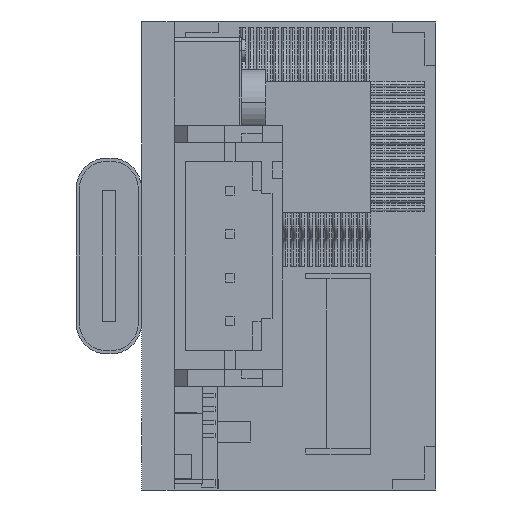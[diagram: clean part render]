
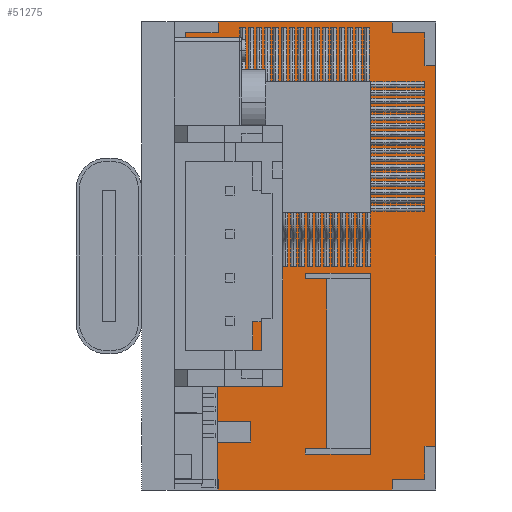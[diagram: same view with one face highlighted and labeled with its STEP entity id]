
A CAD part, left-side view. The second image highlights one B-rep face of the part: STEP entity #51275.
In plain terms, the highlighted planar face has unit normal (-1, 0, 0).
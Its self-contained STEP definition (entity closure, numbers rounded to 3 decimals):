
#50747=DIRECTION('',(0.,0.,-1.));
#50748=VECTOR('',#50747,0.5);
#50749=CARTESIAN_POINT('',(14.7,-2.02,10.75));
#50750=LINE('',#50749,#50748);
#50754=DIRECTION('',(0.,1.,0.));
#50755=VECTOR('',#50754,8.);
#50756=CARTESIAN_POINT('',(14.7,-10.02,10.75));
#50757=LINE('',#50756,#50755);
#50761=DIRECTION('',(0.,0.,1.));
#50762=VECTOR('',#50761,0.5);
#50763=CARTESIAN_POINT('',(14.7,-10.02,10.25));
#50764=LINE('',#50763,#50762);
#50768=DIRECTION('',(0.,1.,0.));
#50769=VECTOR('',#50768,1.5);
#50770=CARTESIAN_POINT('',(14.7,-11.52,10.25));
#50771=LINE('',#50770,#50769);
#50775=DIRECTION('',(0.,0.,1.));
#50776=VECTOR('',#50775,1.5);
#50777=CARTESIAN_POINT('',(14.7,-11.52,8.75));
#50778=LINE('',#50777,#50776);
#50782=DIRECTION('',(0.,1.,0.));
#50783=VECTOR('',#50782,0.5);
#50784=CARTESIAN_POINT('',(14.7,-12.02,8.75));
#50785=LINE('',#50784,#50783);
#50789=DIRECTION('',(0.,0.,1.));
#50790=VECTOR('',#50789,17.5);
#50791=CARTESIAN_POINT('',(14.7,-12.02,-8.75));
#50792=LINE('',#50791,#50790);
#50796=DIRECTION('',(0.,-1.,0.));
#50797=VECTOR('',#50796,0.5);
#50798=CARTESIAN_POINT('',(14.7,-11.52,-8.75));
#50799=LINE('',#50798,#50797);
#50803=DIRECTION('',(0.,0.,1.));
#50804=VECTOR('',#50803,1.5);
#50805=CARTESIAN_POINT('',(14.7,-11.52,-10.25));
#50806=LINE('',#50805,#50804);
#50810=DIRECTION('',(0.,-1.,0.));
#50811=VECTOR('',#50810,1.5);
#50812=CARTESIAN_POINT('',(14.7,-10.02,-10.25));
#50813=LINE('',#50812,#50811);
#50817=DIRECTION('',(0.,0.,1.));
#50818=VECTOR('',#50817,0.5);
#50819=CARTESIAN_POINT('',(14.7,-10.02,-10.75));
#50820=LINE('',#50819,#50818);
#50824=DIRECTION('',(0.,-1.,0.));
#50825=VECTOR('',#50824,8.);
#50826=CARTESIAN_POINT('',(14.7,-2.02,-10.75));
#50827=LINE('',#50826,#50825);
#50831=DIRECTION('',(0.,0.,-1.));
#50832=VECTOR('',#50831,0.5);
#50833=CARTESIAN_POINT('',(14.7,-2.02,-10.25));
#50834=LINE('',#50833,#50832);
#50838=DIRECTION('',(0.,-1.,0.));
#50839=VECTOR('',#50838,1.5);
#50840=CARTESIAN_POINT('',(14.7,-0.52,-10.25));
#50841=LINE('',#50840,#50839);
#50845=DIRECTION('',(0.,0.,-1.));
#50846=VECTOR('',#50845,1.5);
#50847=CARTESIAN_POINT('',(14.7,-0.52,-8.75));
#50848=LINE('',#50847,#50846);
#50852=DIRECTION('',(0.,-1.,0.));
#50853=VECTOR('',#50852,0.5);
#50854=CARTESIAN_POINT('',(14.7,-0.02,-8.75));
#50855=LINE('',#50854,#50853);
#50859=DIRECTION('',(0.,0.,-1.));
#50860=VECTOR('',#50859,17.5);
#50861=CARTESIAN_POINT('',(14.7,-0.02,8.75));
#50862=LINE('',#50861,#50860);
#50866=DIRECTION('',(0.,1.,0.));
#50867=VECTOR('',#50866,0.5);
#50868=CARTESIAN_POINT('',(14.7,-0.52,8.75));
#50869=LINE('',#50868,#50867);
#50873=DIRECTION('',(0.,0.,-1.));
#50874=VECTOR('',#50873,1.5);
#50875=CARTESIAN_POINT('',(14.7,-0.52,10.25));
#50876=LINE('',#50875,#50874);
#50880=DIRECTION('',(0.,1.,0.));
#50881=VECTOR('',#50880,1.5);
#50882=CARTESIAN_POINT('',(14.7,-2.02,10.25));
#50883=LINE('',#50882,#50881);
#50983=CARTESIAN_POINT('',(14.7,-2.02,10.75));
#50984=CARTESIAN_POINT('',(14.7,-2.02,10.25));
#50985=VERTEX_POINT('',#50983);
#50986=VERTEX_POINT('',#50984);
#50987=CARTESIAN_POINT('',(14.7,-0.52,10.25));
#50988=VERTEX_POINT('',#50987);
#50989=CARTESIAN_POINT('',(14.7,-0.52,8.75));
#50990=VERTEX_POINT('',#50989);
#50991=CARTESIAN_POINT('',(14.7,-0.02,8.75));
#50992=VERTEX_POINT('',#50991);
#50993=CARTESIAN_POINT('',(14.7,-0.02,-8.75));
#50994=VERTEX_POINT('',#50993);
#50995=CARTESIAN_POINT('',(14.7,-0.52,-8.75));
#50996=VERTEX_POINT('',#50995);
#50997=CARTESIAN_POINT('',(14.7,-0.52,-10.25));
#50998=VERTEX_POINT('',#50997);
#50999=CARTESIAN_POINT('',(14.7,-2.02,-10.25));
#51000=VERTEX_POINT('',#50999);
#51001=CARTESIAN_POINT('',(14.7,-2.02,-10.75));
#51002=VERTEX_POINT('',#51001);
#51003=CARTESIAN_POINT('',(14.7,-10.02,-10.75));
#51004=VERTEX_POINT('',#51003);
#51005=CARTESIAN_POINT('',(14.7,-10.02,-10.25));
#51006=VERTEX_POINT('',#51005);
#51007=CARTESIAN_POINT('',(14.7,-11.52,-10.25));
#51008=VERTEX_POINT('',#51007);
#51009=CARTESIAN_POINT('',(14.7,-11.52,-8.75));
#51010=VERTEX_POINT('',#51009);
#51011=CARTESIAN_POINT('',(14.7,-12.02,-8.75));
#51012=VERTEX_POINT('',#51011);
#51013=CARTESIAN_POINT('',(14.7,-12.02,8.75));
#51014=VERTEX_POINT('',#51013);
#51015=CARTESIAN_POINT('',(14.7,-11.52,8.75));
#51016=VERTEX_POINT('',#51015);
#51017=CARTESIAN_POINT('',(14.7,-11.52,10.25));
#51018=VERTEX_POINT('',#51017);
#51019=CARTESIAN_POINT('',(14.7,-10.02,10.25));
#51020=VERTEX_POINT('',#51019);
#51021=CARTESIAN_POINT('',(14.7,-10.02,10.75));
#51022=VERTEX_POINT('',#51021);
#51240=CARTESIAN_POINT('',(14.7,-0.02,0.));
#51241=DIRECTION('',(-1.,0.,0.));
#51242=DIRECTION('',(0.,-1.,0.));
#51243=AXIS2_PLACEMENT_3D('',#51240,#51241,#51242);
#51244=PLANE('',#51243);
#51245=ORIENTED_EDGE('',*,*,#51094,.F.);
#51246=ORIENTED_EDGE('',*,*,#51109,.F.);
#51247=ORIENTED_EDGE('',*,*,#51123,.F.);
#51248=ORIENTED_EDGE('',*,*,#51137,.F.);
#51249=ORIENTED_EDGE('',*,*,#51151,.F.);
#51250=ORIENTED_EDGE('',*,*,#51165,.F.);
#51251=ORIENTED_EDGE('',*,*,#51179,.F.);
#51252=ORIENTED_EDGE('',*,*,#51193,.F.);
#51253=ORIENTED_EDGE('',*,*,#51207,.F.);
#51254=ORIENTED_EDGE('',*,*,#51221,.F.);
#51255=ORIENTED_EDGE('',*,*,#51234,.F.);
#51256=ORIENTED_EDGE('',*,*,#51032,.F.);
#51258=ORIENTED_EDGE('',*,*,#51257,.F.);
#51260=ORIENTED_EDGE('',*,*,#51259,.F.);
#51262=ORIENTED_EDGE('',*,*,#51261,.F.);
#51264=ORIENTED_EDGE('',*,*,#51263,.F.);
#51266=ORIENTED_EDGE('',*,*,#51265,.F.);
#51268=ORIENTED_EDGE('',*,*,#51267,.F.);
#51270=ORIENTED_EDGE('',*,*,#51269,.F.);
#51272=ORIENTED_EDGE('',*,*,#51271,.F.);
#51273=EDGE_LOOP('',(#51245,#51246,#51247,#51248,#51249,#51250,#51251,#51252,
#51253,#51254,#51255,#51256,#51258,#51260,#51262,#51264,#51266,#51268,#51270,
#51272));
#51274=FACE_OUTER_BOUND('',#51273,.F.);
#51032=EDGE_CURVE('',#51002,#51004,#50827,.T.);
#51094=EDGE_CURVE('',#50985,#50986,#50750,.T.);
#51109=EDGE_CURVE('',#51022,#50985,#50757,.T.);
#51123=EDGE_CURVE('',#51020,#51022,#50764,.T.);
#51137=EDGE_CURVE('',#51018,#51020,#50771,.T.);
#51151=EDGE_CURVE('',#51016,#51018,#50778,.T.);
#51165=EDGE_CURVE('',#51014,#51016,#50785,.T.);
#51179=EDGE_CURVE('',#51012,#51014,#50792,.T.);
#51193=EDGE_CURVE('',#51010,#51012,#50799,.T.);
#51207=EDGE_CURVE('',#51008,#51010,#50806,.T.);
#51221=EDGE_CURVE('',#51006,#51008,#50813,.T.);
#51234=EDGE_CURVE('',#51004,#51006,#50820,.T.);
#51257=EDGE_CURVE('',#51000,#51002,#50834,.T.);
#51259=EDGE_CURVE('',#50998,#51000,#50841,.T.);
#51261=EDGE_CURVE('',#50996,#50998,#50848,.T.);
#51263=EDGE_CURVE('',#50994,#50996,#50855,.T.);
#51265=EDGE_CURVE('',#50992,#50994,#50862,.T.);
#51267=EDGE_CURVE('',#50990,#50992,#50869,.T.);
#51269=EDGE_CURVE('',#50988,#50990,#50876,.T.);
#51271=EDGE_CURVE('',#50986,#50988,#50883,.T.);
#51275=ADVANCED_FACE('',(#51274),#51244,.T.);
